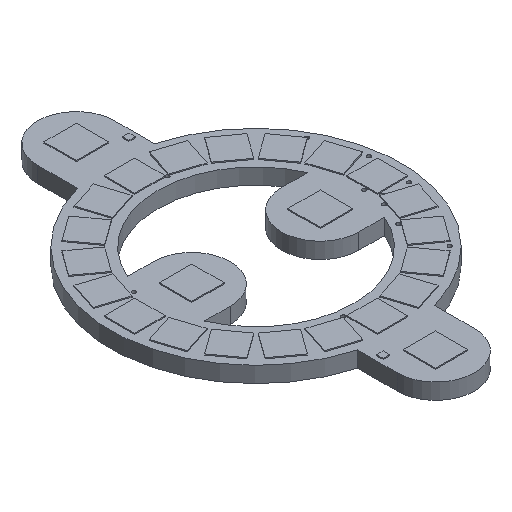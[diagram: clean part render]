
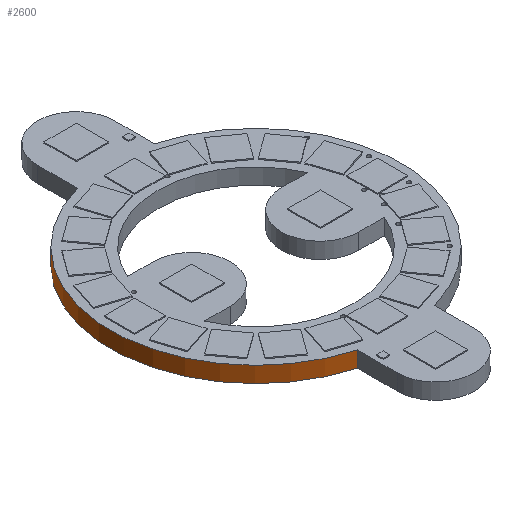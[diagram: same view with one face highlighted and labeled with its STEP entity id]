
A CAD part, isometric view. The second image highlights one B-rep face of the part: STEP entity #2600.
In plain terms, the highlighted cylindrical face has radius 14.358 mm (diameter 28.715 mm), a partial arc.
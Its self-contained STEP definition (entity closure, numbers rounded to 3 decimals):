
#443=FACE_OUTER_BOUND('',#590,.T.);
#590=EDGE_LOOP('',(#1972,#1973,#1974,#1975));
#779=LINE('',#4177,#1054);
#780=LINE('',#4183,#1055);
#1054=VECTOR('',#3391,10.);
#1055=VECTOR('',#3398,10.);
#1333=CIRCLE('',#3030,14.358);
#1334=CIRCLE('',#3031,14.358);
#1388=VERTEX_POINT('',#4171);
#1390=VERTEX_POINT('',#4175);
#1391=VERTEX_POINT('',#4179);
#1392=VERTEX_POINT('',#4181);
#1627=EDGE_CURVE('',#1388,#1390,#779,.T.);
#1628=EDGE_CURVE('',#1391,#1388,#1333,.T.);
#1629=EDGE_CURVE('',#1392,#1390,#1334,.T.);
#1630=EDGE_CURVE('',#1391,#1392,#780,.T.);
#1972=ORIENTED_EDGE('',*,*,#1628,.T.);
#1973=ORIENTED_EDGE('',*,*,#1627,.T.);
#1974=ORIENTED_EDGE('',*,*,#1629,.F.);
#1975=ORIENTED_EDGE('',*,*,#1630,.F.);
#2537=CYLINDRICAL_SURFACE('',#3029,14.358);
#2600=ADVANCED_FACE('',(#443),#2537,.T.);
#3029=AXIS2_PLACEMENT_3D('',#4178,#3392,#3393);
#3030=AXIS2_PLACEMENT_3D('',#4180,#3394,#3395);
#3031=AXIS2_PLACEMENT_3D('',#4182,#3396,#3397);
#3391=DIRECTION('',(0.,0.,1.));
#3392=DIRECTION('center_axis',(0.,0.,1.));
#3393=DIRECTION('ref_axis',(-0.265,0.964,0.));
#3394=DIRECTION('center_axis',(0.,0.,1.));
#3395=DIRECTION('ref_axis',(-0.265,0.964,0.));
#3396=DIRECTION('center_axis',(0.,0.,1.));
#3397=DIRECTION('ref_axis',(-0.265,0.964,0.));
#3398=DIRECTION('',(0.,0.,1.));
#4171=CARTESIAN_POINT('',(10.795,7.747,0.));
#4175=CARTESIAN_POINT('',(10.795,7.747,1.57));
#4177=CARTESIAN_POINT('',(10.795,7.747,0.));
#4178=CARTESIAN_POINT('Origin',(14.605,21.59,0.));
#4179=CARTESIAN_POINT('',(10.795,35.433,0.));
#4180=CARTESIAN_POINT('Origin',(14.605,21.59,0.));
#4181=CARTESIAN_POINT('',(10.795,35.433,1.57));
#4182=CARTESIAN_POINT('Origin',(14.605,21.59,1.57));
#4183=CARTESIAN_POINT('',(10.795,35.433,0.));
